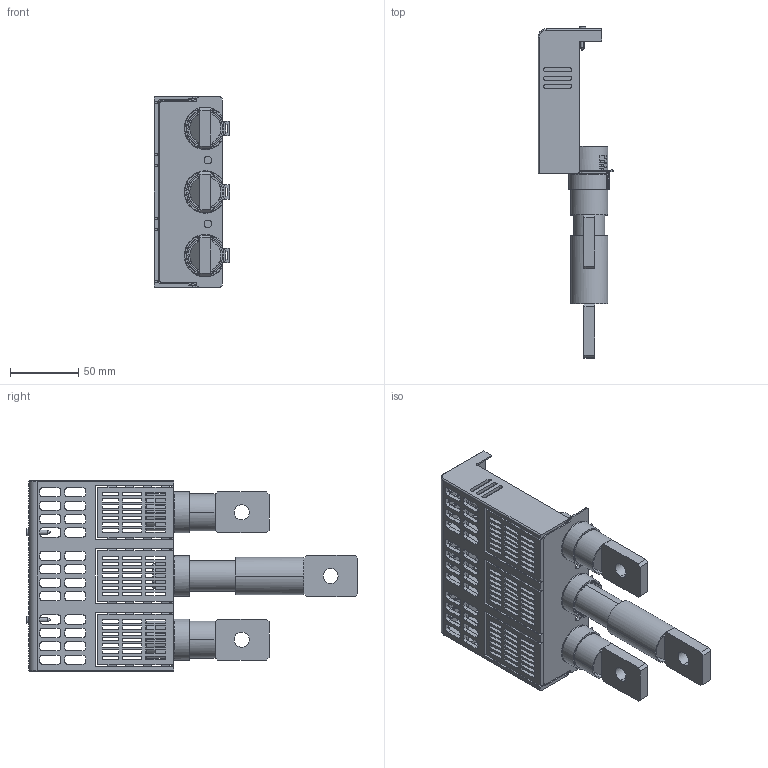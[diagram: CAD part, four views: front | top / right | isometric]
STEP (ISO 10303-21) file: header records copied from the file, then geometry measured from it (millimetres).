
FILE_DESCRIPTION((''),'2;1');
FILE_NAME('1SDH002065A1136_IGES','2020-07-08T13:47:37',('ITMADEL7'),(''),'CREO PARAMETRIC BY PTC INC, 2019030','CREO PARAMETRIC BY PTC INC, 2019030','');
FILE_SCHEMA(('AUTOMOTIVE_DESIGN { 1 0 10303 214 1 1 1 1 }'));
Products named in the file (1): 1SDH002065A1136_IGES
Bounding box: 55.45 x 242.64 x 139.5 mm (x, y, z)
Volume: 208013.3 mm3; surface area: 151495.3 mm2
Topology: 3 solids, 6 shells, 2412 faces, 6912 edges, 4429 vertices
Faces by surface type: plane 1792, cylinder 507, torus 63, cone 28, sphere 20, bspline 2
Entity records: 81417 total; most frequent: CARTESIAN_POINT 15624, ORIENTED_EDGE 13784, DIRECTION 13201, EDGE_CURVE 6898, VECTOR 5185, LINE 5185, VERTEX_POINT 4429, AXIS2_PLACEMENT_3D 4008
